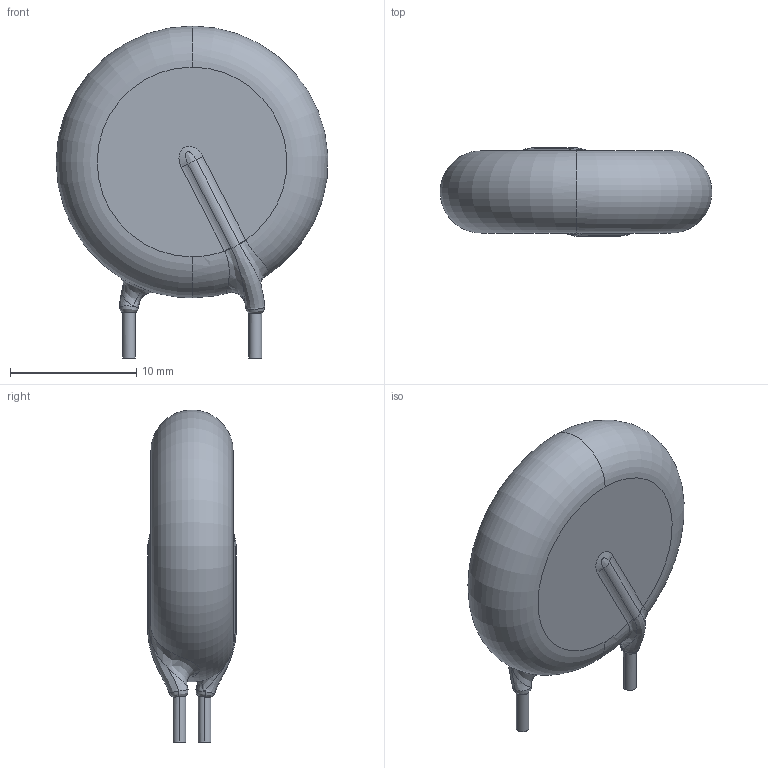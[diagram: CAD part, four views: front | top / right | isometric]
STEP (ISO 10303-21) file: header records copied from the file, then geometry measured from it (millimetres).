
FILE_DESCRIPTION (( 'STEP AP214' ), '1' );
FILE_NAME ('RES-TH_L21.5-W7.0-H23.5-P10.00-D1.0-S2.00.step', '2022-07-28T09:54:08', ( '' ), ( '' ), 'SwSTEP 2.0', 'SolidWorks 2020', '' );
FILE_SCHEMA (( 'AUTOMOTIVE_DESIGN' ));
Length unit declared in the file: millimetre
Products named in the file (1): RES-TH_L21.5-W7.0-H23.5-P10.00-D1.0-S2.00
Bounding box: 21.48 x 7 x 26.25 mm (x, y, z)
Volume: 2105.9 mm3; surface area: 1120.7 mm2
Topology: 14 solids, 14 shells, 271 faces, 713 edges, 470 vertices
Faces by surface type: plane 137, bspline 122, cylinder 10, torus 2
Entity records: 15931 total; most frequent: CARTESIAN_POINT 6921, ORIENTED_EDGE 1426, DIRECTION 801, EDGE_CURVE 713, VERTEX_POINT 470, LINE 429, VECTOR 429, UNCERTAINTY_MEASURE_WITH_UNIT 287
